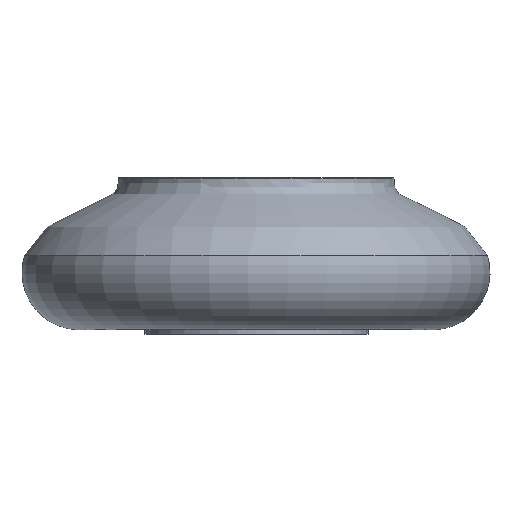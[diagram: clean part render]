
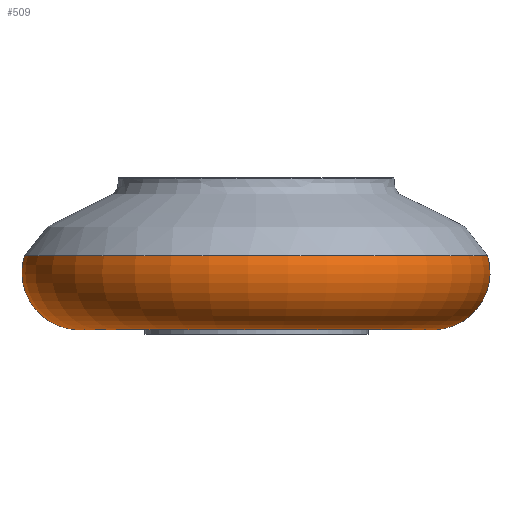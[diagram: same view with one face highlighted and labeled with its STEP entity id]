
A CAD part, front view. The second image highlights one B-rep face of the part: STEP entity #509.
In plain terms, the highlighted toroidal (fillet/blend) face has major radius 47.503 mm and minor radius 15.311 mm.
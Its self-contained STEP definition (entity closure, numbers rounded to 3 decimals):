
#26=TOROIDAL_SURFACE('',#594,47.503,15.311);
#85=FACE_OUTER_BOUND('',#133,.T.);
#133=EDGE_LOOP('',(#439,#440,#441,#442,#443,#444));
#206=CIRCLE('',#590,41.044);
#207=CIRCLE('',#591,41.044);
#208=CIRCLE('',#592,62.111);
#209=CIRCLE('',#593,62.111);
#210=CIRCLE('',#595,15.311);
#253=VERTEX_POINT('',#975);
#254=VERTEX_POINT('',#986);
#255=VERTEX_POINT('',#1187);
#256=VERTEX_POINT('',#1210);
#315=EDGE_CURVE('',#254,#253,#206,.T.);
#316=EDGE_CURVE('',#253,#254,#207,.T.);
#318=EDGE_CURVE('',#255,#256,#208,.T.);
#319=EDGE_CURVE('',#256,#255,#209,.T.);
#320=EDGE_CURVE('',#256,#254,#210,.T.);
#439=ORIENTED_EDGE('',*,*,#318,.F.);
#440=ORIENTED_EDGE('',*,*,#319,.F.);
#441=ORIENTED_EDGE('',*,*,#320,.T.);
#442=ORIENTED_EDGE('',*,*,#315,.T.);
#443=ORIENTED_EDGE('',*,*,#316,.T.);
#444=ORIENTED_EDGE('',*,*,#320,.F.);
#509=ADVANCED_FACE('',(#85),#26,.T.);
#590=AXIS2_PLACEMENT_3D('',#987,#741,#742);
#591=AXIS2_PLACEMENT_3D('',#988,#743,#744);
#592=AXIS2_PLACEMENT_3D('',#1211,#745,#746);
#593=AXIS2_PLACEMENT_3D('',#1212,#747,#748);
#594=AXIS2_PLACEMENT_3D('',#1213,#749,#750);
#595=AXIS2_PLACEMENT_3D('',#1214,#751,#752);
#741=DIRECTION('center_axis',(0.,0.,1.));
#742=DIRECTION('ref_axis',(1.,0.,0.));
#743=DIRECTION('center_axis',(0.,0.,1.));
#744=DIRECTION('ref_axis',(1.,0.,0.));
#745=DIRECTION('center_axis',(0.,0.,1.));
#746=DIRECTION('ref_axis',(1.,0.,0.));
#747=DIRECTION('center_axis',(0.,0.,1.));
#748=DIRECTION('ref_axis',(1.,0.,0.));
#749=DIRECTION('center_axis',(0.,0.,1.));
#750=DIRECTION('ref_axis',(1.,0.,0.));
#751=DIRECTION('center_axis',(0.,-1.,0.));
#752=DIRECTION('ref_axis',(-1.,0.,0.));
#975=CARTESIAN_POINT('',(29.023,29.023,2.702));
#986=CARTESIAN_POINT('',(-41.044,0.,2.702));
#987=CARTESIAN_POINT('Origin',(0.,0.,
2.702));
#988=CARTESIAN_POINT('Origin',(0.,0.,
2.702));
#1187=CARTESIAN_POINT('',(43.919,43.919,21.171));
#1210=CARTESIAN_POINT('',(-62.111,0.,21.171));
#1211=CARTESIAN_POINT('Origin',(0.,0.,
21.171));
#1212=CARTESIAN_POINT('Origin',(0.,0.,
21.171));
#1213=CARTESIAN_POINT('Origin',(0.,0.,
16.584));
#1214=CARTESIAN_POINT('Origin',(-47.503,0.,
16.584));
